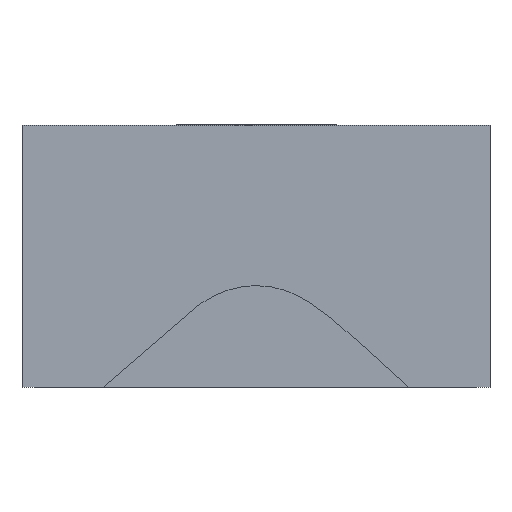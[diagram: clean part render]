
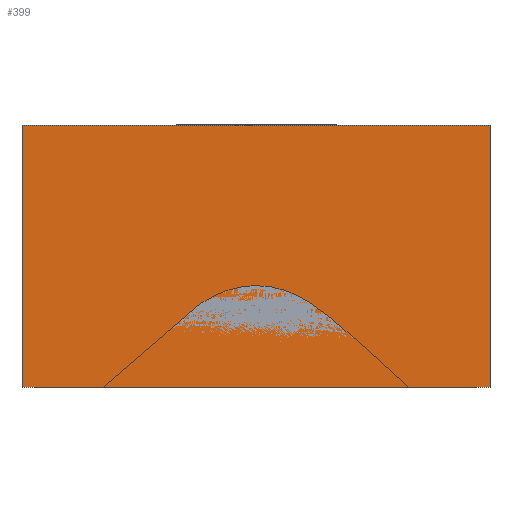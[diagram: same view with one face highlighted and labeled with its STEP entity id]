
A CAD part, front view. The second image highlights one B-rep face of the part: STEP entity #399.
In plain terms, the highlighted planar face has unit normal (0, -1, 0).
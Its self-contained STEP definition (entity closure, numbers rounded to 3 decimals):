
#51=FACE_OUTER_BOUND('',#75,.T.);
#75=EDGE_LOOP('',(#353,#354,#355,#356));
#82=LINE('',#14479,#97);
#90=LINE('',#14494,#105);
#91=LINE('',#14496,#106);
#92=LINE('',#14497,#107);
#97=VECTOR('',#453,10.);
#105=VECTOR('',#465,10.);
#106=VECTOR('',#468,10.);
#107=VECTOR('',#469,10.);
#183=VERTEX_POINT('',#14475);
#185=VERTEX_POINT('',#14478);
#189=VERTEX_POINT('',#14490);
#190=VERTEX_POINT('',#14492);
#238=EDGE_CURVE('',#183,#185,#82,.T.);
#246=EDGE_CURVE('',#189,#190,#90,.T.);
#247=EDGE_CURVE('',#183,#189,#91,.T.);
#248=EDGE_CURVE('',#185,#190,#92,.T.);
#353=ORIENTED_EDGE('',*,*,#247,.T.);
#354=ORIENTED_EDGE('',*,*,#246,.T.);
#355=ORIENTED_EDGE('',*,*,#248,.F.);
#356=ORIENTED_EDGE('',*,*,#238,.F.);
#375=PLANE('',#428);
#399=ADVANCED_FACE('',(#51),#375,.T.);
#428=AXIS2_PLACEMENT_3D('',#14495,#466,#467);
#453=DIRECTION('',(0.,0.,1.));
#465=DIRECTION('',(0.,0.,1.));
#466=DIRECTION('center_axis',(0.,-1.,0.));
#467=DIRECTION('ref_axis',(1.,0.,0.));
#468=DIRECTION('',(1.,0.,0.));
#469=DIRECTION('',(1.,0.,0.));
#14475=CARTESIAN_POINT('',(-250.,0.,0.));
#14478=CARTESIAN_POINT('',(-250.,0.,280.));
#14479=CARTESIAN_POINT('',(-250.,0.,0.));
#14490=CARTESIAN_POINT('',(250.,0.,0.));
#14492=CARTESIAN_POINT('',(250.,0.,280.));
#14494=CARTESIAN_POINT('',(250.,0.,0.));
#14495=CARTESIAN_POINT('Origin',(-250.,0.,0.));
#14496=CARTESIAN_POINT('',(0.,0.,0.));
#14497=CARTESIAN_POINT('',(0.,0.,280.));
